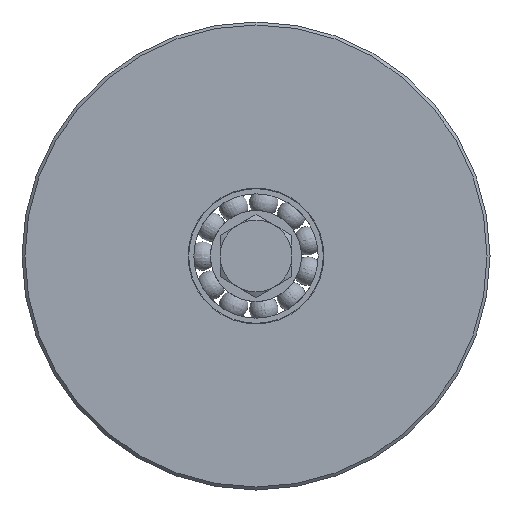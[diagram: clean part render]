
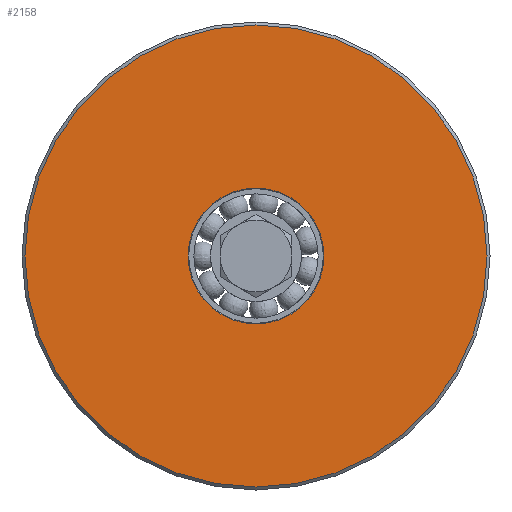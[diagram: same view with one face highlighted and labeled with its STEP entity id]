
A CAD part, left-side view. The second image highlights one B-rep face of the part: STEP entity #2158.
In plain terms, the highlighted planar face has unit normal (-1, 0, 0).
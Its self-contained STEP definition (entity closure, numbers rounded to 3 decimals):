
#158=FACE_BOUND('',#376,.T.);
#195=PLANE('',#2447);
#248=FACE_OUTER_BOUND('',#375,.T.);
#375=EDGE_LOOP('',(#1490));
#376=EDGE_LOOP('',(#1491));
#667=CIRCLE('',#2441,22.7);
#672=CIRCLE('',#2448,77.25);
#899=VERTEX_POINT('',#3628);
#904=VERTEX_POINT('',#3642);
#1156=EDGE_CURVE('',#899,#899,#667,.T.);
#1163=EDGE_CURVE('',#904,#904,#672,.T.);
#1490=ORIENTED_EDGE('',*,*,#1163,.F.);
#1491=ORIENTED_EDGE('',*,*,#1156,.F.);
#2158=ADVANCED_FACE('',(#248,#158),#195,.T.);
#2441=AXIS2_PLACEMENT_3D('',#3629,#2819,#2820);
#2447=AXIS2_PLACEMENT_3D('',#3641,#2833,#2834);
#2448=AXIS2_PLACEMENT_3D('',#3643,#2835,#2836);
#2819=DIRECTION('center_axis',(-1.,0.,0.));
#2820=DIRECTION('ref_axis',(0.,-1.,0.));
#2833=DIRECTION('center_axis',(-1.,0.,0.));
#2834=DIRECTION('ref_axis',(0.,0.,1.));
#2835=DIRECTION('center_axis',(1.,0.,0.));
#2836=DIRECTION('ref_axis',(0.,-1.,0.));
#3628=CARTESIAN_POINT('',(-16.5,22.7,0.));
#3629=CARTESIAN_POINT('Origin',(-16.5,0.,0.));
#3641=CARTESIAN_POINT('Origin',(-16.5,50.5,0.));
#3642=CARTESIAN_POINT('',(-16.5,77.25,0.));
#3643=CARTESIAN_POINT('Origin',(-16.5,0.,0.));
